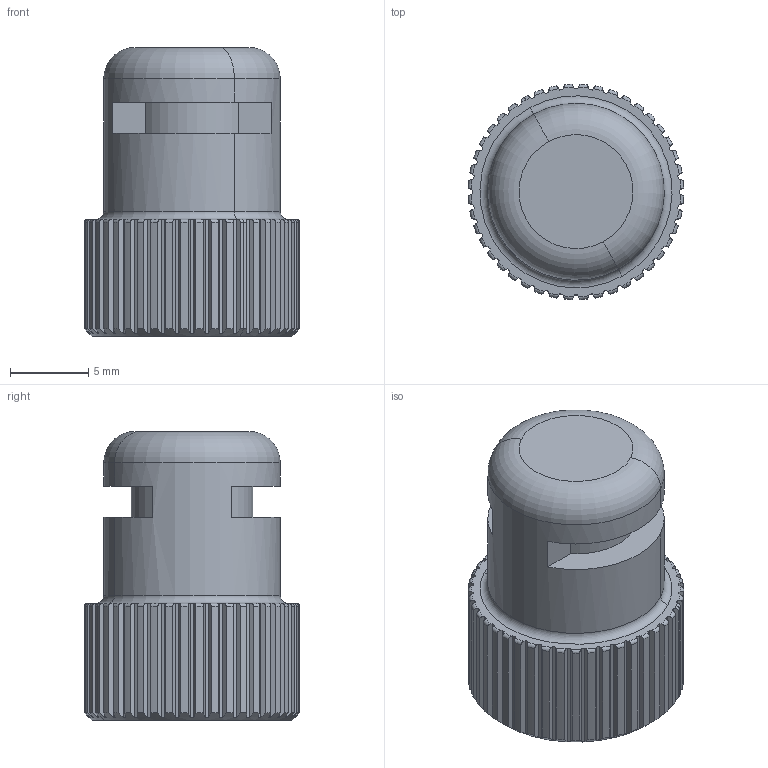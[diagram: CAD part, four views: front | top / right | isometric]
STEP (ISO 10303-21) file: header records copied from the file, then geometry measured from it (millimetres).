
FILE_DESCRIPTION(('CATIA V5 STEP Exchange','CAx-IF Rec.Pracs.--- Model Styling and Organization---1.4--- 2014-01-23','CAx-IF Rec.Pracs.---3D Tessellated Data Validation Properties---0.5---2014-09-14'),'2;1');
FILE_NAME('STEP_562000_-_TST.stp','2021-03-22T07:59:35+00:00',('none'),('none'),'CATIA Version 5-6 Release 2019 SP3','CATIA V5 STEP AP242 v1','none');
FILE_SCHEMA(('AP242_MANAGED_MODEL_BASED_3D_ENGINEERING_MIM_LF {1 0 10303 442 1 1 4}'));
Length unit declared in the file: millimetre
Products named in the file (1): 562000 - TST
Bounding box: 13.79 x 13.79 x 18.5 mm (x, y, z)
Volume: 2092.4 mm3; surface area: 1129.2 mm2
Topology: 1 solids, 1 shells, 245 faces, 718 edges, 476 vertices
Faces by surface type: plane 99, cylinder 94, torus 50, cone 2
Entity records: 8499 total; most frequent: CARTESIAN_POINT 2718, ORIENTED_EDGE 1436, DIRECTION 834, EDGE_CURVE 718, VERTEX_POINT 476, AXIS2_PLACEMENT_3D 401, VECTOR 288, LINE 288
